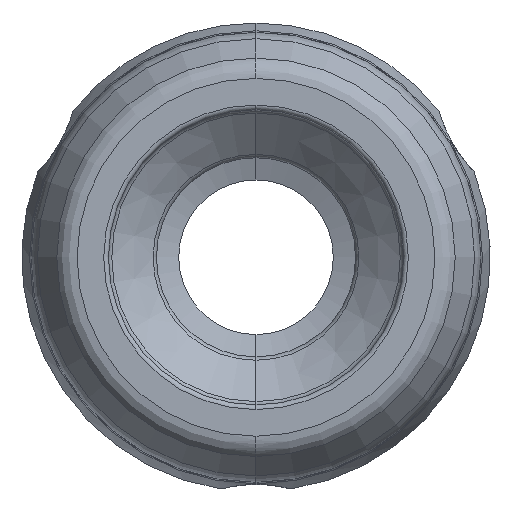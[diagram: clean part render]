
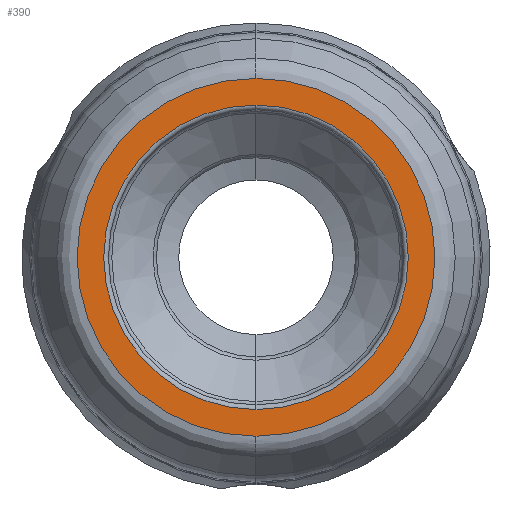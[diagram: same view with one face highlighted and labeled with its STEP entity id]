
A CAD part, front view. The second image highlights one B-rep face of the part: STEP entity #390.
In plain terms, the highlighted planar face has unit normal (0, -1, 0).
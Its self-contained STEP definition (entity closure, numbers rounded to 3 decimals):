
#92 = AXIS2_PLACEMENT_3D ( 'NONE', #1997, #851, #1988 ) ;
#148 = ORIENTED_EDGE ( 'NONE', *, *, #1588, .T. ) ;
#276 = AXIS2_PLACEMENT_3D ( 'NONE', #2043, #1281, #2024 ) ;
#380 = EDGE_CURVE ( 'NONE', #667, #2343, #1935, .T. ) ;
#390 = ADVANCED_FACE ( 'NONE', ( #525, #1113 ), #901, .F. ) ;
#406 = CIRCLE ( 'NONE', #2038, 3.25 ) ;
#462 = EDGE_CURVE ( 'NONE', #1998, #1396, #1819, .T. ) ;
#501 = CARTESIAN_POINT ( 'NONE',  ( 0., -12.2, -3.25 ) ) ;
#513 = CARTESIAN_POINT ( 'NONE',  ( 0., -12.2, 0. ) ) ;
#525 = FACE_OUTER_BOUND ( 'NONE', #1857, .T. ) ;
#571 = CARTESIAN_POINT ( 'NONE',  ( 0., -12.2, 0. ) ) ;
#667 = VERTEX_POINT ( 'NONE', #1567 ) ;
#732 = DIRECTION ( 'NONE',  ( 0., 0., 1. ) ) ;
#776 = DIRECTION ( 'NONE',  ( 0., 0., 1. ) ) ;
#833 = EDGE_CURVE ( 'NONE', #2343, #667, #2210, .T. ) ;
#851 = DIRECTION ( 'NONE',  ( 0., 1., 0. ) ) ;
#855 = CARTESIAN_POINT ( 'NONE',  ( 0., -12.2, -3.819 ) ) ;
#897 = ORIENTED_EDGE ( 'NONE', *, *, #380, .F. ) ;
#901 = PLANE ( 'NONE',  #276 ) ;
#930 = CARTESIAN_POINT ( 'NONE',  ( 0., -12.2, 3.25 ) ) ;
#1078 = CARTESIAN_POINT ( 'NONE',  ( 0., -12.2, 0. ) ) ;
#1113 = FACE_BOUND ( 'NONE', #1618, .T. ) ;
#1172 = DIRECTION ( 'NONE',  ( 0., 1., 0. ) ) ;
#1266 = ORIENTED_EDGE ( 'NONE', *, *, #462, .T. ) ;
#1281 = DIRECTION ( 'NONE',  ( 0., 1., 0. ) ) ;
#1396 = VERTEX_POINT ( 'NONE', #501 ) ;
#1567 = CARTESIAN_POINT ( 'NONE',  ( 0., -12.2, 3.819 ) ) ;
#1588 = EDGE_CURVE ( 'NONE', #1396, #1998, #406, .T. ) ;
#1597 = ORIENTED_EDGE ( 'NONE', *, *, #833, .F. ) ;
#1618 = EDGE_LOOP ( 'NONE', ( #1266, #148 ) ) ;
#1819 = CIRCLE ( 'NONE', #1963, 3.25 ) ;
#1833 = DIRECTION ( 'NONE',  ( 0., 0., 1. ) ) ;
#1857 = EDGE_LOOP ( 'NONE', ( #897, #1597 ) ) ;
#1935 = CIRCLE ( 'NONE', #2225, 3.819 ) ;
#1963 = AXIS2_PLACEMENT_3D ( 'NONE', #1078, #2389, #732 ) ;
#1988 = DIRECTION ( 'NONE',  ( 0., 0., 1. ) ) ;
#1997 = CARTESIAN_POINT ( 'NONE',  ( 0., -12.2, 0. ) ) ;
#1998 = VERTEX_POINT ( 'NONE', #930 ) ;
#2024 = DIRECTION ( 'NONE',  ( 0., 0., 1. ) ) ;
#2035 = DIRECTION ( 'NONE',  ( 0., 1., 0. ) ) ;
#2038 = AXIS2_PLACEMENT_3D ( 'NONE', #571, #1172, #776 ) ;
#2043 = CARTESIAN_POINT ( 'NONE',  ( 3.819, -12.2, 0. ) ) ;
#2210 = CIRCLE ( 'NONE', #92, 3.819 ) ;
#2225 = AXIS2_PLACEMENT_3D ( 'NONE', #513, #2035, #1833 ) ;
#2343 = VERTEX_POINT ( 'NONE', #855 ) ;
#2389 = DIRECTION ( 'NONE',  ( 0., 1., 0. ) ) ;
